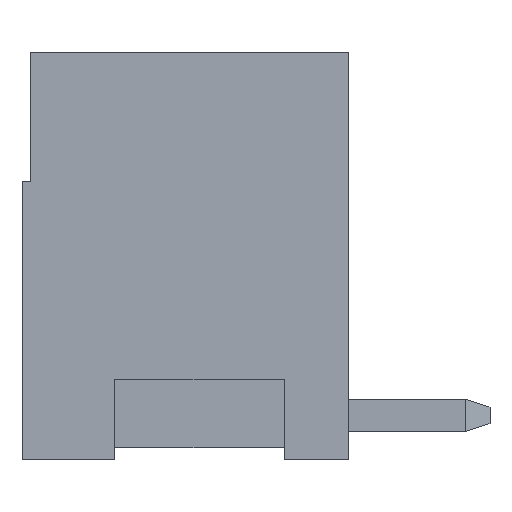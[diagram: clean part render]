
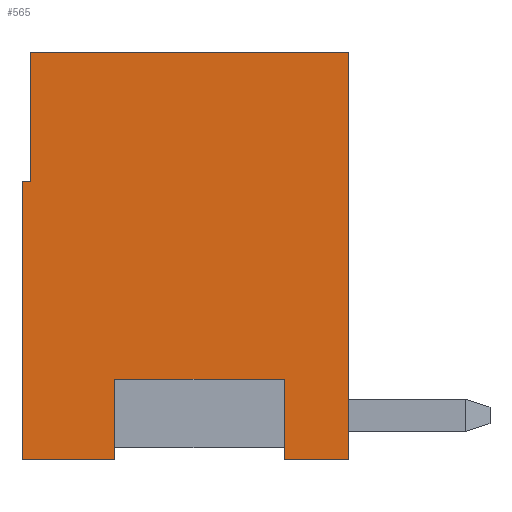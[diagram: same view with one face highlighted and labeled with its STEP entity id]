
A CAD part, left-side view. The second image highlights one B-rep face of the part: STEP entity #565.
In plain terms, the highlighted planar face has unit normal (-1, 0, 0).
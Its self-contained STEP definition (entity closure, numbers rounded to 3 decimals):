
#565 = ADVANCED_FACE( '', ( #1327 ), #1328, .T. );
#1327 = FACE_OUTER_BOUND( '', #2318, .T. );
#1328 = PLANE( '', #2319 );
#2318 = EDGE_LOOP( '', ( #3741, #3742, #3743, #3744, #3745, #3746, #3747, #3748, #3749, #3750 ) );
#2319 = AXIS2_PLACEMENT_3D( '', #3751, #3752, #3753 );
#3741 = ORIENTED_EDGE( '', *, *, #6095, .T. );
#3742 = ORIENTED_EDGE( '', *, *, #6461, .T. );
#3743 = ORIENTED_EDGE( '', *, *, #6298, .T. );
#3744 = ORIENTED_EDGE( '', *, *, #6462, .T. );
#3745 = ORIENTED_EDGE( '', *, *, #6463, .T. );
#3746 = ORIENTED_EDGE( '', *, *, #6464, .T. );
#3747 = ORIENTED_EDGE( '', *, *, #6465, .T. );
#3748 = ORIENTED_EDGE( '', *, *, #6213, .F. );
#3749 = ORIENTED_EDGE( '', *, *, #6161, .F. );
#3750 = ORIENTED_EDGE( '', *, *, #6466, .T. );
#3751 = CARTESIAN_POINT( '', ( -7.25, 0., 0. ) );
#3752 = DIRECTION( '', ( -1., 0., 0. ) );
#3753 = DIRECTION( '', ( 0., 0., 1. ) );
#6095 = EDGE_CURVE( '', #7309, #7306, #7310, .T. );
#6161 = EDGE_CURVE( '', #7429, #7424, #7431, .T. );
#6213 = EDGE_CURVE( '', #7424, #7521, #7522, .T. );
#6298 = EDGE_CURVE( '', #7673, #7674, #7675, .T. );
#6461 = EDGE_CURVE( '', #7306, #7673, #7933, .T. );
#6462 = EDGE_CURVE( '', #7674, #7934, #7935, .T. );
#6463 = EDGE_CURVE( '', #7934, #7936, #7937, .T. );
#6464 = EDGE_CURVE( '', #7936, #7938, #7939, .T. );
#6465 = EDGE_CURVE( '', #7938, #7521, #7940, .T. );
#6466 = EDGE_CURVE( '', #7429, #7309, #7941, .T. );
#7306 = VERTEX_POINT( '', #9088 );
#7309 = VERTEX_POINT( '', #9092 );
#7310 = LINE( '', #9093, #9094 );
#7424 = VERTEX_POINT( '', #9262 );
#7429 = VERTEX_POINT( '', #9269 );
#7431 = LINE( '', #9272, #9273 );
#7521 = VERTEX_POINT( '', #9403 );
#7522 = LINE( '', #9404, #9405 );
#7673 = VERTEX_POINT( '', #9626 );
#7674 = VERTEX_POINT( '', #9627 );
#7675 = LINE( '', #9628, #9629 );
#7933 = LINE( '', #10006, #10007 );
#7934 = VERTEX_POINT( '', #10008 );
#7935 = LINE( '', #10009, #10010 );
#7936 = VERTEX_POINT( '', #10011 );
#7937 = LINE( '', #10012, #10013 );
#7938 = VERTEX_POINT( '', #10014 );
#7939 = LINE( '', #10015, #10016 );
#7940 = LINE( '', #10017, #10018 );
#7941 = LINE( '', #10019, #10020 );
#9088 = CARTESIAN_POINT( '', ( -7.25, 1.75, -5.05 ) );
#9092 = CARTESIAN_POINT( '', ( -7.25, 4.05, -5.05 ) );
#9093 = CARTESIAN_POINT( '', ( -7.25, 4.05, -5.05 ) );
#9094 = VECTOR( '', #11589, 1000. );
#9262 = CARTESIAN_POINT( '', ( -7.25, 3.85, 1.85 ) );
#9269 = CARTESIAN_POINT( '', ( -7.25, 4.05, 1.85 ) );
#9272 = CARTESIAN_POINT( '', ( -7.25, 0., 1.85 ) );
#9273 = VECTOR( '', #11647, 1000. );
#9403 = CARTESIAN_POINT( '', ( -7.25, 3.85, 5.05 ) );
#9404 = CARTESIAN_POINT( '', ( -7.25, 3.85, 0. ) );
#9405 = VECTOR( '', #11691, 1000. );
#9626 = CARTESIAN_POINT( '', ( -7.25, 1.75, -3.05 ) );
#9627 = CARTESIAN_POINT( '', ( -7.25, -2.45, -3.05 ) );
#9628 = CARTESIAN_POINT( '', ( -7.25, 1.75, -3.05 ) );
#9629 = VECTOR( '', #11768, 1000. );
#10006 = CARTESIAN_POINT( '', ( -7.25, 1.75, -5.05 ) );
#10007 = VECTOR( '', #11909, 1000. );
#10008 = CARTESIAN_POINT( '', ( -7.25, -2.45, -5.05 ) );
#10009 = CARTESIAN_POINT( '', ( -7.25, -2.45, -3.05 ) );
#10010 = VECTOR( '', #11910, 1000. );
#10011 = CARTESIAN_POINT( '', ( -7.25, -4.05, -5.05 ) );
#10012 = CARTESIAN_POINT( '', ( -7.25, 4.05, -5.05 ) );
#10013 = VECTOR( '', #11911, 1000. );
#10014 = CARTESIAN_POINT( '', ( -7.25, -4.05, 5.05 ) );
#10015 = CARTESIAN_POINT( '', ( -7.25, -4.05, -5.05 ) );
#10016 = VECTOR( '', #11912, 1000. );
#10017 = CARTESIAN_POINT( '', ( -7.25, -4.05, 5.05 ) );
#10018 = VECTOR( '', #11913, 1000. );
#10019 = CARTESIAN_POINT( '', ( -7.25, 4.05, 5.05 ) );
#10020 = VECTOR( '', #11914, 1000. );
#11589 = DIRECTION( '', ( 0., -1., 0. ) );
#11647 = DIRECTION( '', ( 0., -1., 0. ) );
#11691 = DIRECTION( '', ( 0., 0., 1. ) );
#11768 = DIRECTION( '', ( 0., -1., 0. ) );
#11909 = DIRECTION( '', ( 0., 0., 1. ) );
#11910 = DIRECTION( '', ( 0., 0., -1. ) );
#11911 = DIRECTION( '', ( 0., -1., 0. ) );
#11912 = DIRECTION( '', ( 0., 0., 1. ) );
#11913 = DIRECTION( '', ( 0., 1., 0. ) );
#11914 = DIRECTION( '', ( 0., 0., -1. ) );
